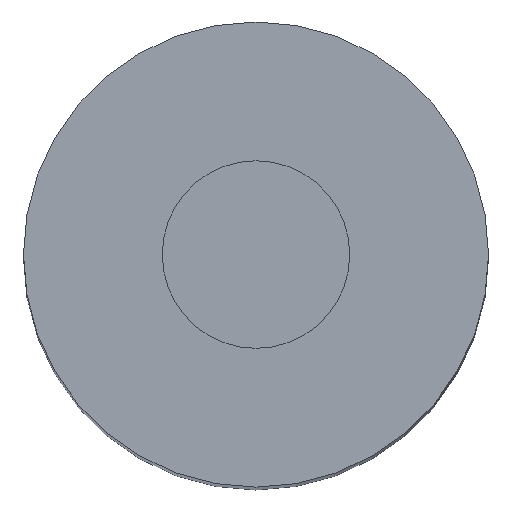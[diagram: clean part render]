
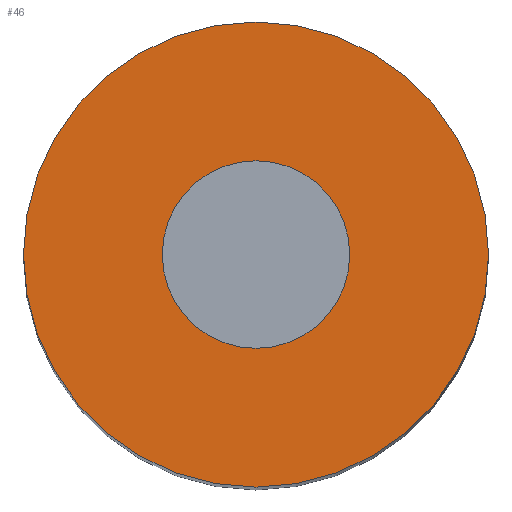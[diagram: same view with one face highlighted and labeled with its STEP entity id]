
A CAD part, top view. The second image highlights one B-rep face of the part: STEP entity #46.
In plain terms, the highlighted planar face has unit normal (0, 0, 1).
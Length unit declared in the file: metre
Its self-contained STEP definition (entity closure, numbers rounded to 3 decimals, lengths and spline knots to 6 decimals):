
#46 = ADVANCED_FACE( '', ( #53, #54 ), #55, .T. );
#53 = FACE_OUTER_BOUND( '', #67, .T. );
#54 = FACE_BOUND( '', #68, .T. );
#55 = PLANE( '', #69 );
#67 = EDGE_LOOP( '', ( #81 ) );
#68 = EDGE_LOOP( '', ( #82, #83 ) );
#69 = AXIS2_PLACEMENT_3D( '', #84, #85, #86 );
#81 = ORIENTED_EDGE( '', *, *, #115, .T. );
#82 = ORIENTED_EDGE( '', *, *, #116, .F. );
#83 = ORIENTED_EDGE( '', *, *, #117, .F. );
#84 = CARTESIAN_POINT( '', ( 0., 0., 0.06486 ) );
#85 = DIRECTION( '', ( 0., 0., 1. ) );
#86 = DIRECTION( '', ( 1., 0., 0. ) );
#115 = EDGE_CURVE( '', #123, #123, #124, .T. );
#116 = EDGE_CURVE( '', #125, #126, #127, .T. );
#117 = EDGE_CURVE( '', #126, #125, #128, .T. );
#123 = VERTEX_POINT( '', #137 );
#124 = CIRCLE( '', #138, 0.009175 );
#125 = VERTEX_POINT( '', #139 );
#126 = VERTEX_POINT( '', #140 );
#127 = CIRCLE( '', #141, 0.0037 );
#128 = CIRCLE( '', #142, 0.0037 );
#137 = CARTESIAN_POINT( '', ( 0.009175, 0., 0.06486 ) );
#138 = AXIS2_PLACEMENT_3D( '', #153, #154, #155 );
#139 = CARTESIAN_POINT( '', ( 0., 0.0037, 0.06486 ) );
#140 = CARTESIAN_POINT( '', ( 0., -0.0037, 0.06486 ) );
#141 = AXIS2_PLACEMENT_3D( '', #156, #157, #158 );
#142 = AXIS2_PLACEMENT_3D( '', #159, #160, #161 );
#153 = CARTESIAN_POINT( '', ( 0., 0., 0.06486 ) );
#154 = DIRECTION( '', ( 0., 0., 1. ) );
#155 = DIRECTION( '', ( 1., 0., 0. ) );
#156 = CARTESIAN_POINT( '', ( 0., 0., 0.06486 ) );
#157 = DIRECTION( '', ( 0., 0., 1. ) );
#158 = DIRECTION( '', ( 0., 1., 0. ) );
#159 = CARTESIAN_POINT( '', ( 0., 0., 0.06486 ) );
#160 = DIRECTION( '', ( 0., 0., 1. ) );
#161 = DIRECTION( '', ( 0., -1., 0. ) );
